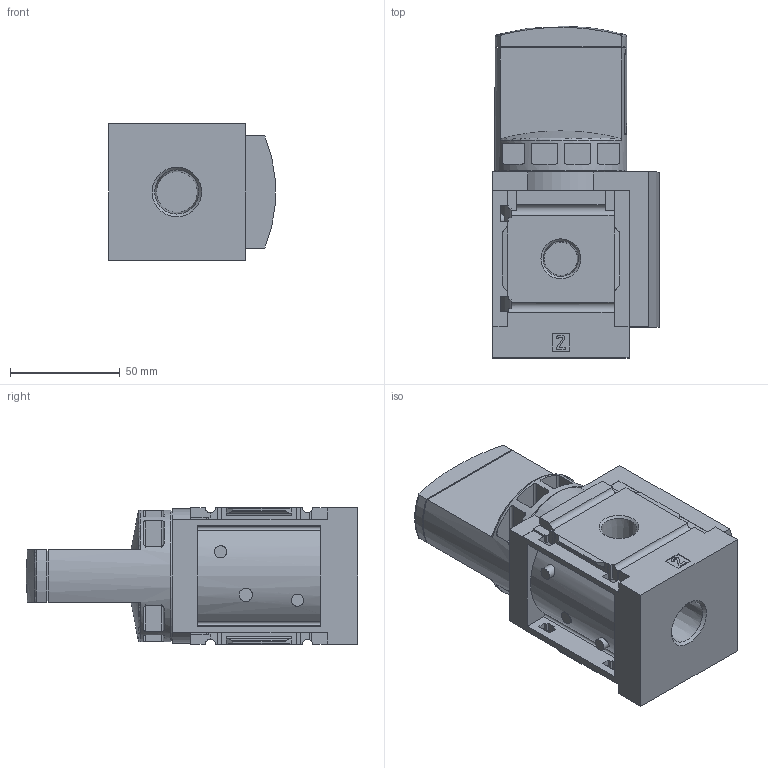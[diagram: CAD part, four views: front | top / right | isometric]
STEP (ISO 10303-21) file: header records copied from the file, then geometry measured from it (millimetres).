
FILE_DESCRIPTION(/* description */ ('STEP AP214'),/* implementation_level */ '2;1');
FILE_NAME(/* name */ '541300_MS6N-EM1-3_8-Z',/* time_stamp */ '2024-09-11T13:49:18+02:00',/* author */ ('License CC BY-ND 4.0'),/* organization */ ('CADENAS'),/* preprocessor_version */ 'ST-DEVELOPER v19.3',/* originating_system */ 'PARTsolutions',/* authorisation */ ' ');
FILE_SCHEMA (('AUTOMOTIVE_DESIGN {1 0 10303 214 3 1 1}'));
Length unit declared in the file: millimetre
Products named in the file (2): 541300 MS6N-EM1-3/8-Z; 541301 MS6N-EM1-3/8-Z0d
Assembly tree (1 placements, depth 2):
  541300 MS6N-EM1-3/8-Z
    541301 MS6N-EM1-3/8-Z0d
Bounding box: 75.8 x 150.9 x 62 mm (x, y, z)
Volume: 427178.5 mm3; surface area: 53260 mm2
Topology: 1 solids, 1 shells, 291 faces, 810 edges, 536 vertices
Faces by surface type: plane 213, cylinder 64, cone 7, torus 4, sphere 3
Full cylindrical faces by diameter (mm): 5.5 x2, 60 x1
Entity records: 11373 total; most frequent: CARTESIAN_POINT 1825, ORIENTED_EDGE 1588, DIRECTION 1485, EDGE_CURVE 794, LINE 601, VECTOR 601, VERTEX_POINT 531, AXIS2_PLACEMENT_3D 442
